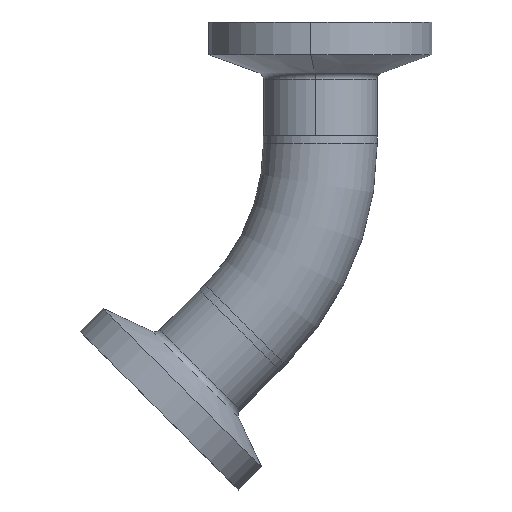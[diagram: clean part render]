
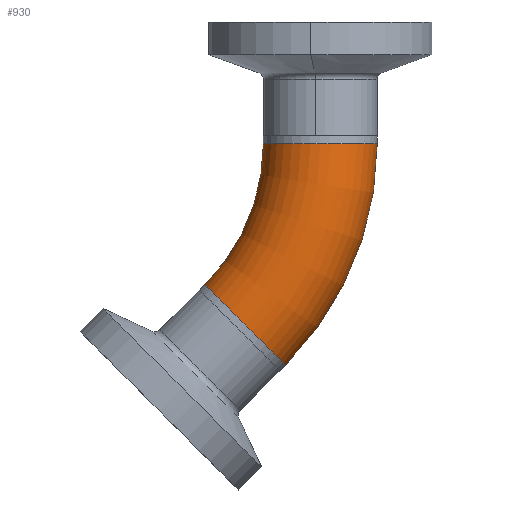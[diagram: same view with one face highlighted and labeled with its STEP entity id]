
A CAD part, front view. The second image highlights one B-rep face of the part: STEP entity #930.
In plain terms, the highlighted toroidal (fillet/blend) face has major radius 28.6 mm and minor radius 6.35 mm.
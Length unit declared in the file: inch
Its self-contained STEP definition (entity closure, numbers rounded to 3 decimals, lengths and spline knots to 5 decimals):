
#48 = VERTEX_POINT ( 'NONE', #525 ) ;
#91 = TOROIDAL_SURFACE ( 'NONE', #1053, 1.12598, 0.25 ) ;
#103 = DIRECTION ( 'NONE',  ( 0., -1., 0. ) ) ;
#124 = AXIS2_PLACEMENT_3D ( 'NONE', #262, #751, #287 ) ;
#138 = AXIS2_PLACEMENT_3D ( 'NONE', #283, #948, #1046 ) ;
#212 = VERTEX_POINT ( 'NONE', #818 ) ;
#262 = CARTESIAN_POINT ( 'NONE',  ( 0., 0., 0. ) ) ;
#283 = CARTESIAN_POINT ( 'NONE',  ( 0.79619, 0., -0.79619 ) ) ;
#287 = DIRECTION ( 'NONE',  ( 0., 0., -1. ) ) ;
#301 = CARTESIAN_POINT ( 'NONE',  ( 0.87598, 0., 0. ) ) ;
#337 = ORIENTED_EDGE ( 'NONE', *, *, #1095, .F. ) ;
#345 = ORIENTED_EDGE ( 'NONE', *, *, #722, .T. ) ;
#458 = FACE_OUTER_BOUND ( 'NONE', #827, .T. ) ;
#484 = DIRECTION ( 'NONE',  ( 0., -1., 0. ) ) ;
#525 = CARTESIAN_POINT ( 'NONE',  ( 0.97297, 0., -0.97297 ) ) ;
#539 = CIRCLE ( 'NONE', #653, 0.25 ) ;
#583 = ORIENTED_EDGE ( 'NONE', *, *, #781, .F. ) ;
#599 = DIRECTION ( 'NONE',  ( 1., 0., 0. ) ) ;
#632 = CIRCLE ( 'NONE', #124, 0.87598 ) ;
#649 = CARTESIAN_POINT ( 'NONE',  ( 0., 0., 0. ) ) ;
#653 = AXIS2_PLACEMENT_3D ( 'NONE', #878, #782, #599 ) ;
#722 = EDGE_CURVE ( 'NONE', #48, #903, #1012, .T. ) ;
#751 = DIRECTION ( 'NONE',  ( 0., -1., 0. ) ) ;
#781 = EDGE_CURVE ( 'NONE', #212, #904, #632, .T. ) ;
#782 = DIRECTION ( 'NONE',  ( 0., 0., 1. ) ) ;
#818 = CARTESIAN_POINT ( 'NONE',  ( 0.61941, 0., -0.61941 ) ) ;
#827 = EDGE_LOOP ( 'NONE', ( #337, #345, #912, #583 ) ) ;
#878 = CARTESIAN_POINT ( 'NONE',  ( 1.12598, 0., 0. ) ) ;
#903 = VERTEX_POINT ( 'NONE', #1066 ) ;
#904 = VERTEX_POINT ( 'NONE', #301 ) ;
#912 = ORIENTED_EDGE ( 'NONE', *, *, #1190, .F. ) ;
#930 = ADVANCED_FACE ( 'NONE', ( #458 ), #91, .T. ) ;
#941 = CIRCLE ( 'NONE', #138, 0.25 ) ;
#948 = DIRECTION ( 'NONE',  ( -0.707, 0., -0.707 ) ) ;
#1012 = CIRCLE ( 'NONE', #1154, 1.37598 ) ;
#1020 = DIRECTION ( 'NONE',  ( 0., 0., -1. ) ) ;
#1046 = DIRECTION ( 'NONE',  ( -0.707, 0., 0.707 ) ) ;
#1053 = AXIS2_PLACEMENT_3D ( 'NONE', #1162, #484, #1063 ) ;
#1063 = DIRECTION ( 'NONE',  ( 0., 0., -1. ) ) ;
#1066 = CARTESIAN_POINT ( 'NONE',  ( 1.37598, 0., 0. ) ) ;
#1095 = EDGE_CURVE ( 'NONE', #48, #212, #941, .T. ) ;
#1154 = AXIS2_PLACEMENT_3D ( 'NONE', #649, #103, #1020 ) ;
#1162 = CARTESIAN_POINT ( 'NONE',  ( 0., 0., 0. ) ) ;
#1190 = EDGE_CURVE ( 'NONE', #904, #903, #539, .T. ) ;
